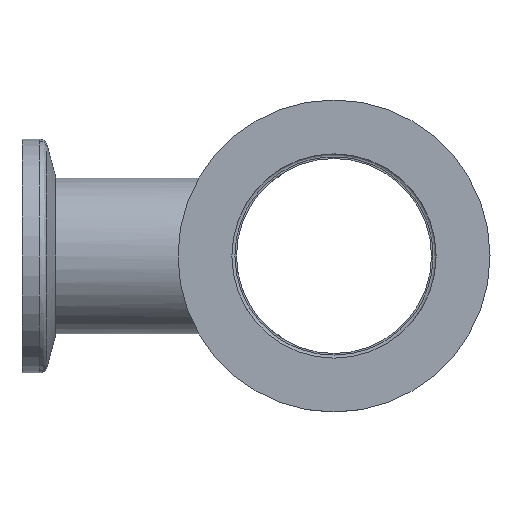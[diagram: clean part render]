
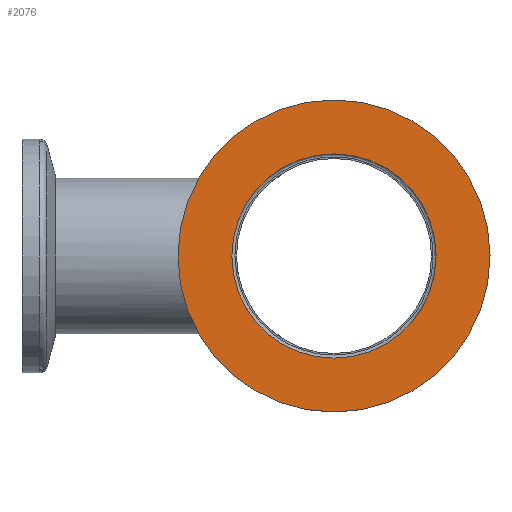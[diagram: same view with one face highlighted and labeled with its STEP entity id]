
A CAD part, left-side view. The second image highlights one B-rep face of the part: STEP entity #2076.
In plain terms, the highlighted face is planar.
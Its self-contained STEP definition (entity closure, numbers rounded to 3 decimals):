
#95 = CARTESIAN_POINT ( 'NONE',  ( 0., 4.57, -20. ) ) ;
#129 = CARTESIAN_POINT ( 'NONE',  ( 0., 4.57, -13.1 ) ) ;
#201 = EDGE_CURVE ( 'NONE', #1622, #1622, #1884, .T. ) ;
#329 = DIRECTION ( 'NONE',  ( 0., 1., 0. ) ) ;
#342 = CARTESIAN_POINT ( 'NONE',  ( 20., 4.57, 0. ) ) ;
#352 = FACE_BOUND ( 'NONE', #991, .T. ) ;
#399 = AXIS2_PLACEMENT_3D ( 'NONE', #682, #2257, #1303 ) ;
#508 = EDGE_CURVE ( 'NONE', #1015, #1015, #710, .T. ) ;
#560 = PLANE ( 'NONE',  #1317 ) ;
#575 = AXIS2_PLACEMENT_3D ( 'NONE', #689, #2459, #2091 ) ;
#682 = CARTESIAN_POINT ( 'NONE',  ( 0., 4.57, 0. ) ) ;
#689 = CARTESIAN_POINT ( 'NONE',  ( 0., 4.57, 0. ) ) ;
#710 = CIRCLE ( 'NONE', #399, 20. ) ;
#740 = ORIENTED_EDGE ( 'NONE', *, *, #508, .T. ) ;
#991 = EDGE_LOOP ( 'NONE', ( #1939 ) ) ;
#1015 = VERTEX_POINT ( 'NONE', #95 ) ;
#1095 = FACE_OUTER_BOUND ( 'NONE', #1657, .T. ) ;
#1303 = DIRECTION ( 'NONE',  ( 0., 0., -1. ) ) ;
#1317 = AXIS2_PLACEMENT_3D ( 'NONE', #342, #329, #1932 ) ;
#1622 = VERTEX_POINT ( 'NONE', #129 ) ;
#1657 = EDGE_LOOP ( 'NONE', ( #740 ) ) ;
#1884 = CIRCLE ( 'NONE', #575, 13.1 ) ;
#1932 = DIRECTION ( 'NONE',  ( 0., 0., 1. ) ) ;
#1939 = ORIENTED_EDGE ( 'NONE', *, *, #201, .T. ) ;
#2076 = ADVANCED_FACE ( 'NONE', ( #352, #1095 ), #560, .T. ) ;
#2091 = DIRECTION ( 'NONE',  ( 0., 0., -1. ) ) ;
#2257 = DIRECTION ( 'NONE',  ( 0., 1., 0. ) ) ;
#2459 = DIRECTION ( 'NONE',  ( 0., -1., 0. ) ) ;
